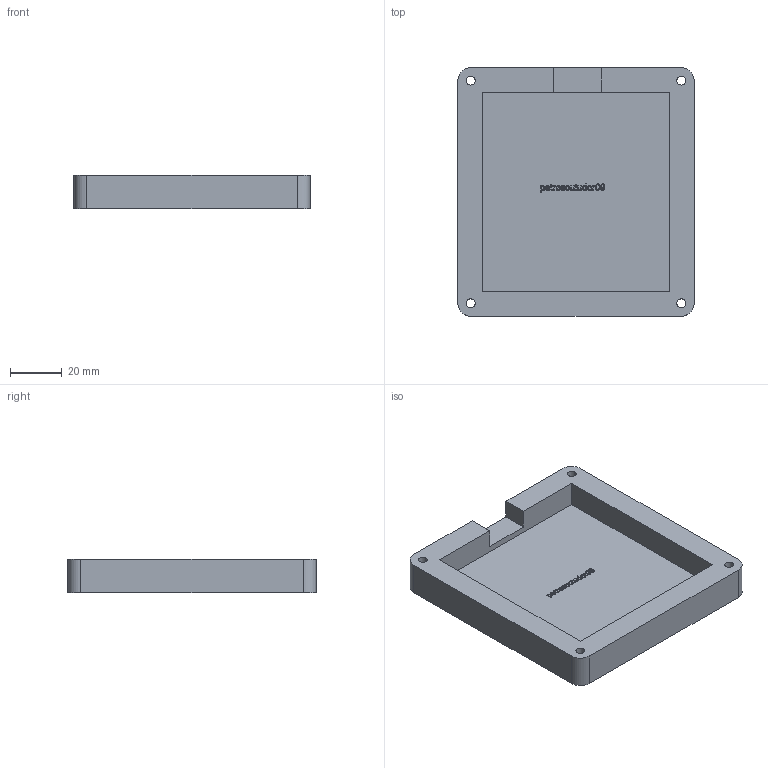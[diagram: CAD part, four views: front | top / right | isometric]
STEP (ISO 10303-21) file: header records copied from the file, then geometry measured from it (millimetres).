
FILE_DESCRIPTION(/* description */ (''),/* implementation_level */ '2;1');
FILE_NAME(/* name */ 'tudors_racing_macropad.step',/* time_stamp */ '2025-12-15T23:30:21+02:00',/* author */ (''),/* organization */ (''),/* preprocessor_version */ 'ST-DEVELOPER v20.1',/* originating_system */ 'Autodesk Translation Framework v14.21.0.0',/* authorisation */ '');
FILE_SCHEMA (('AUTOMOTIVE_DESIGN { 1 0 10303 214 3 1 1 }'));
Length unit declared in the file: millimetre
Products named in the file (2): 2025-12-15-22-36-03-332; 2025-12-15-22-36-29-125
Assembly tree (1 placements, depth 2):
  2025-12-15-22-36-03-332
    2025-12-15-22-36-29-125
Bounding box: 91.5 x 96.2 x 13 mm (x, y, z)
Volume: 56148.6 mm3; surface area: 25802.3 mm2
Topology: 1 solids, 1 shells, 360 faces, 996 edges, 664 vertices
Faces by surface type: bspline 235, plane 113, cylinder 12
Full cylindrical faces by diameter (mm): 3.4 x4, 6 x4
Entity records: 13683 total; most frequent: CARTESIAN_POINT 6018, ORIENTED_EDGE 1992, EDGE_CURVE 996, DIRECTION 806, VERTEX_POINT 664, LINE 502, VECTOR 502, B_SPLINE_CURVE_WITH_KNOTS 470
